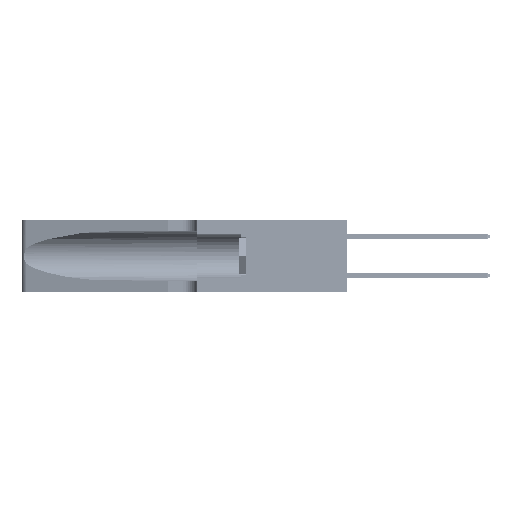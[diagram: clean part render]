
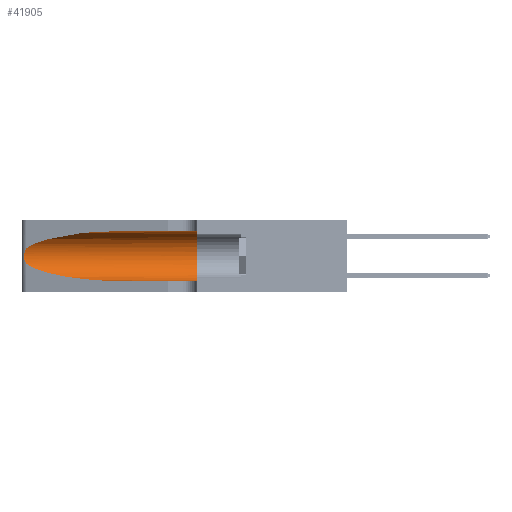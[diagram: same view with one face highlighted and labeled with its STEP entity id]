
A CAD part, left-side view. The second image highlights one B-rep face of the part: STEP entity #41905.
In plain terms, the highlighted cylindrical face has radius 3.308 mm (diameter 6.617 mm), a partial arc.
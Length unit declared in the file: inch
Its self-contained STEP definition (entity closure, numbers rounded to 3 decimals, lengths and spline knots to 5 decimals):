
#595 = EDGE_CURVE ( 'NONE', #49104, #24023, #7571, .T. ) ;
#675 = AXIS2_PLACEMENT_3D ( 'NONE', #43875, #31231, #43534 ) ;
#1537 = VERTEX_POINT ( 'NONE', #25252 ) ;
#3310 = AXIS2_PLACEMENT_3D ( 'NONE', #40825, #49564, #44898 ) ;
#5061 = EDGE_CURVE ( 'NONE', #24023, #35197, #24246, .T. ) ;
#5771 = CARTESIAN_POINT ( 'NONE',  ( 0.1305, 0.72297, 0.05475 ) ) ;
#7401 = CARTESIAN_POINT ( 'NONE',  ( 0.25555, 1.22993, 0.14849 ) ) ;
#7441 = LINE ( 'NONE', #14213, #50206 ) ;
#7571 =( BOUNDED_CURVE ( )  B_SPLINE_CURVE ( 3, ( #26374, #46185, #50483, #33705 ),
 .UNSPECIFIED., .F., .F. ) 
 B_SPLINE_CURVE_WITH_KNOTS ( ( 4, 4 ),
 ( 1.5708, 2.84003 ),
 .UNSPECIFIED. ) 
 CURVE ( )  GEOMETRIC_REPRESENTATION_ITEM ( )  RATIONAL_B_SPLINE_CURVE ( ( 1., 0.87, 0.87, 1. ) ) 
 REPRESENTATION_ITEM ( '' )  );
#9251 = CYLINDRICAL_SURFACE ( 'NONE', #675, 0.13025 ) ;
#9362 = ORIENTED_EDGE ( 'NONE', *, *, #595, .T. ) ;
#9571 = DIRECTION ( 'NONE',  ( 0., -1., 0. ) ) ;
#9960 = VECTOR ( 'NONE', #13159, 39.37008 ) ;
#11322 = CARTESIAN_POINT ( 'NONE',  ( 0.26075, 1.23896, 0.178 ) ) ;
#11733 = FACE_OUTER_BOUND ( 'NONE', #41261, .T. ) ;
#13136 =( BOUNDED_CURVE ( )  B_SPLINE_CURVE ( 3, ( #16926, #29250, #45444, #20864 ),
 .UNSPECIFIED., .F., .T. ) 
 B_SPLINE_CURVE_WITH_KNOTS ( ( 4, 4 ),
 ( 3.44316, 4.71239 ),
 .UNSPECIFIED. ) 
 CURVE ( )  GEOMETRIC_REPRESENTATION_ITEM ( )  RATIONAL_B_SPLINE_CURVE ( ( 1., 0.87, 0.87, 1. ) ) 
 REPRESENTATION_ITEM ( '' )  );
#13159 = DIRECTION ( 'NONE',  ( 0., -1., 0. ) ) ;
#14213 = CARTESIAN_POINT ( 'NONE',  ( 0.1305, 1.61858, 0.31525 ) ) ;
#15281 = CARTESIAN_POINT ( 'NONE',  ( 0.26075, 1.23896, 0.19203 ) ) ;
#15455 = CARTESIAN_POINT ( 'NONE',  ( 0.26017, 1.23833, 0.17102 ) ) ;
#16926 = CARTESIAN_POINT ( 'NONE',  ( 0.25487, 1.22718, 0.14631 ) ) ;
#17022 = LINE ( 'NONE', #38106, #9960 ) ;
#17908 = EDGE_CURVE ( 'NONE', #35197, #43360, #13136, .T. ) ;
#19396 = CARTESIAN_POINT ( 'NONE',  ( 0.25639, 1.23184, 0.21858 ) ) ;
#20864 = CARTESIAN_POINT ( 'NONE',  ( 0.1305, 0.72297, 0.05475 ) ) ;
#21143 = CARTESIAN_POINT ( 'NONE',  ( 0.25639, 1.23186, 0.15144 ) ) ;
#21431 = ORIENTED_EDGE ( 'NONE', *, *, #5061, .T. ) ;
#21898 = CARTESIAN_POINT ( 'NONE',  ( 0.1305, 0.35, 0.31525 ) ) ;
#23304 = CIRCLE ( 'NONE', #3310, 0.13025 ) ;
#24023 = VERTEX_POINT ( 'NONE', #28015 ) ;
#24246 = B_SPLINE_CURVE_WITH_KNOTS ( 'NONE', 3,
 ( #31330, #39697, #19396, #27375, #52006, #31510, #15281, #11322, #15455, #43969, #44673, #21143, #7401, #32197 ),
 .UNSPECIFIED., .F., .F.,
 ( 4, 2, 2, 2, 2, 2, 4 ),
 ( 0., 0.00027, 0.00053, 0.00107, 0.0016, 0.00187, 0.00214 ),
 .UNSPECIFIED. ) ;
#24255 = ORIENTED_EDGE ( 'NONE', *, *, #17908, .T. ) ;
#25252 = CARTESIAN_POINT ( 'NONE',  ( 0.1305, 0.35, 0.05475 ) ) ;
#26374 = CARTESIAN_POINT ( 'NONE',  ( 0.1305, 0.72297, 0.31525 ) ) ;
#27375 = CARTESIAN_POINT ( 'NONE',  ( 0.25787, 1.23484, 0.2124 ) ) ;
#28015 = CARTESIAN_POINT ( 'NONE',  ( 0.25487, 1.22718, 0.22369 ) ) ;
#28289 = EDGE_CURVE ( 'NONE', #28469, #1537, #23304, .T. ) ;
#28467 = ORIENTED_EDGE ( 'NONE', *, *, #40514, .F. ) ;
#28469 = VERTEX_POINT ( 'NONE', #21898 ) ;
#29250 = CARTESIAN_POINT ( 'NONE',  ( 0.2373, 1.15595, 0.08982 ) ) ;
#31231 = DIRECTION ( 'NONE',  ( 0., -1., 0. ) ) ;
#31330 = CARTESIAN_POINT ( 'NONE',  ( 0.25487, 1.22718, 0.22369 ) ) ;
#31510 = CARTESIAN_POINT ( 'NONE',  ( 0.26018, 1.23835, 0.19895 ) ) ;
#31779 = CARTESIAN_POINT ( 'NONE',  ( 0.1305, 0.72297, 0.31525 ) ) ;
#32197 = CARTESIAN_POINT ( 'NONE',  ( 0.25487, 1.22718, 0.14631 ) ) ;
#33705 = CARTESIAN_POINT ( 'NONE',  ( 0.25487, 1.22718, 0.22369 ) ) ;
#35197 = VERTEX_POINT ( 'NONE', #47911 ) ;
#36243 = ORIENTED_EDGE ( 'NONE', *, *, #28289, .F. ) ;
#36609 = ORIENTED_EDGE ( 'NONE', *, *, #48525, .T. ) ;
#38106 = CARTESIAN_POINT ( 'NONE',  ( 0.1305, 1.61858, 0.05475 ) ) ;
#39697 = CARTESIAN_POINT ( 'NONE',  ( 0.25555, 1.22994, 0.2215 ) ) ;
#40514 = EDGE_CURVE ( 'NONE', #49104, #28469, #7441, .T. ) ;
#40825 = CARTESIAN_POINT ( 'NONE',  ( 0.1305, 0.35, 0.185 ) ) ;
#41261 = EDGE_LOOP ( 'NONE', ( #9362, #21431, #24255, #36609, #36243, #28467 ) ) ;
#41905 = ADVANCED_FACE ( 'NONE', ( #11733 ), #9251, .F. ) ;
#43360 = VERTEX_POINT ( 'NONE', #5771 ) ;
#43534 = DIRECTION ( 'NONE',  ( 0., 0., -1. ) ) ;
#43875 = CARTESIAN_POINT ( 'NONE',  ( 0.1305, 1.61858, 0.185 ) ) ;
#43969 = CARTESIAN_POINT ( 'NONE',  ( 0.25856, 1.23593, 0.16098 ) ) ;
#44673 = CARTESIAN_POINT ( 'NONE',  ( 0.25789, 1.23486, 0.15765 ) ) ;
#44898 = DIRECTION ( 'NONE',  ( 0., 0., 1. ) ) ;
#45444 = CARTESIAN_POINT ( 'NONE',  ( 0.18966, 0.96281, 0.05475 ) ) ;
#46185 = CARTESIAN_POINT ( 'NONE',  ( 0.18966, 0.96281, 0.31525 ) ) ;
#47911 = CARTESIAN_POINT ( 'NONE',  ( 0.25487, 1.22718, 0.14631 ) ) ;
#48525 = EDGE_CURVE ( 'NONE', #43360, #1537, #17022, .T. ) ;
#49104 = VERTEX_POINT ( 'NONE', #31779 ) ;
#49564 = DIRECTION ( 'NONE',  ( 0., 1., 0. ) ) ;
#50206 = VECTOR ( 'NONE', #9571, 39.37008 ) ;
#50483 = CARTESIAN_POINT ( 'NONE',  ( 0.2373, 1.15595, 0.28018 ) ) ;
#52006 = CARTESIAN_POINT ( 'NONE',  ( 0.25854, 1.2359, 0.20912 ) ) ;
